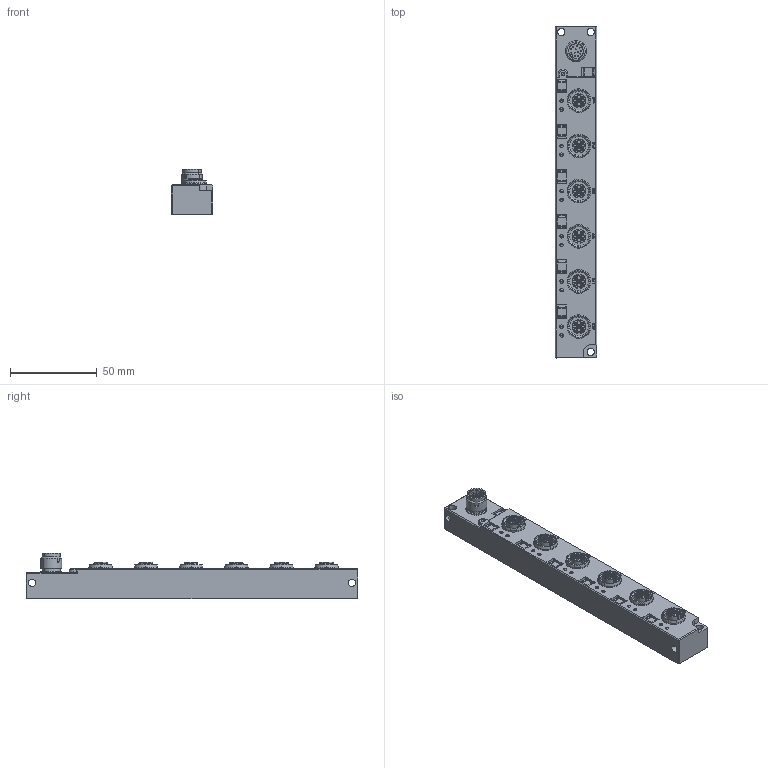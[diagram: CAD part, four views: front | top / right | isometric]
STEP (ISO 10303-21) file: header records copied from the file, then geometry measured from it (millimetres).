
FILE_DESCRIPTION(('CATIA V5 STEP Exchange','CAx-IF Rec.Pracs.--- Model Styling and Organization---1.4--- 2014-01-23'),'2;1');
FILE_NAME ('010053-2_0', '2023-02-23T06:41:10+00:00', ('none'), ('Weidmueller'), 'CATIA Version 5-6 Release 2016 SP3 HF44', 'CATIA V5 STEP AP214', 'none');
FILE_SCHEMA(('AUTOMOTIVE_DESIGN { 1 0 10303 214 1 1 1 1 }'));
Products named in the file (1): 1265940000
Bounding box: 24 x 191 x 25.9 mm (x, y, z)
Volume: 76323.3 mm3; surface area: 24106.5 mm2
Topology: 44 solids, 48 shells, 2959 faces, 8395 edges, 5632 vertices
Faces by surface type: plane 1066, cylinder 992, bspline 610, cone 261, sphere 26, torus 4
Entity records: 126563 total; most frequent: CARTESIAN_POINT 60001, ORIENTED_EDGE 16790, DIRECTION 8714, EDGE_CURVE 8395, VERTEX_POINT 5632, B_SPLINE_CURVE_WITH_KNOTS 4081, AXIS2_PLACEMENT_3D 3674, EDGE_LOOP 3159
